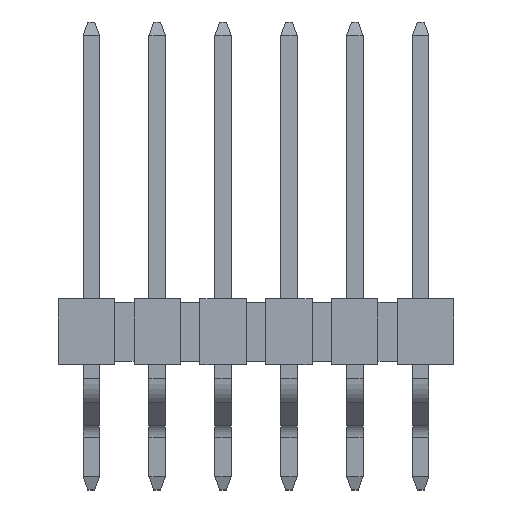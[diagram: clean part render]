
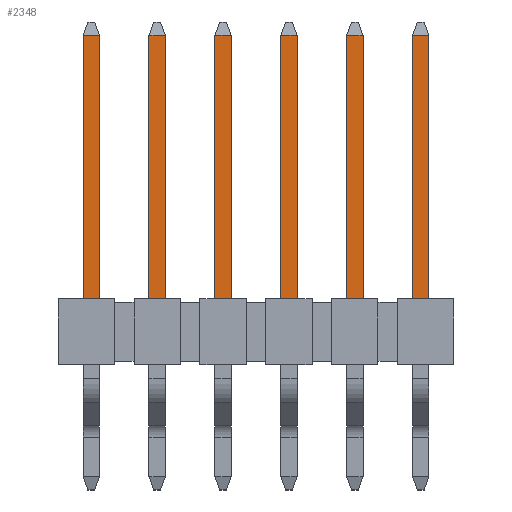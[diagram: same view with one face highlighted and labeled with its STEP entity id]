
A CAD part, top view. The second image highlights one B-rep face of the part: STEP entity #2348.
In plain terms, the highlighted face is planar.
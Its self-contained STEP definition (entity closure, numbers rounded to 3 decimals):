
#2348 = ADVANCED_FACE('',(#2349),#2543,.F.);
#2349 = FACE_BOUND('',#2350,.T.);
#2350 = EDGE_LOOP('',(#2351,#2361,#2369,#2377,#2385,#2393,#2401,#2409,
    #2417,#2425,#2433,#2441,#2449,#2457,#2465,#2473,#2481,#2489,#2497,
    #2505,#2513,#2521,#2529,#2537));
#2351 = ORIENTED_EDGE('',*,*,#2352,.F.);
#2352 = EDGE_CURVE('',#2353,#2355,#2357,.T.);
#2353 = VERTEX_POINT('',#2354);
#2354 = CARTESIAN_POINT('',(-6.668,6.096,-2.096));
#2355 = VERTEX_POINT('',#2356);
#2356 = CARTESIAN_POINT('',(6.668,6.096,-2.096));
#2357 = LINE('',#2358,#2359);
#2358 = CARTESIAN_POINT('',(6.668,6.096,-2.096));
#2359 = VECTOR('',#2360,1.);
#2360 = DIRECTION('',(1.,0.,0.));
#2361 = ORIENTED_EDGE('',*,*,#2362,.T.);
#2362 = EDGE_CURVE('',#2353,#2363,#2365,.T.);
#2363 = VERTEX_POINT('',#2364);
#2364 = CARTESIAN_POINT('',(-6.668,17.526,-2.096));
#2365 = LINE('',#2366,#2367);
#2366 = CARTESIAN_POINT('',(-6.668,4.282,-2.096));
#2367 = VECTOR('',#2368,1.);
#2368 = DIRECTION('',(0.,1.,0.));
#2369 = ORIENTED_EDGE('',*,*,#2370,.F.);
#2370 = EDGE_CURVE('',#2371,#2363,#2373,.T.);
#2371 = VERTEX_POINT('',#2372);
#2372 = CARTESIAN_POINT('',(-6.033,17.526,-2.096));
#2373 = LINE('',#2374,#2375);
#2374 = CARTESIAN_POINT('',(6.668,17.526,-2.096));
#2375 = VECTOR('',#2376,1.);
#2376 = DIRECTION('',(-1.,0.,0.));
#2377 = ORIENTED_EDGE('',*,*,#2378,.T.);
#2378 = EDGE_CURVE('',#2371,#2379,#2381,.T.);
#2379 = VERTEX_POINT('',#2380);
#2380 = CARTESIAN_POINT('',(-6.033,6.223,-2.096));
#2381 = LINE('',#2382,#2383);
#2382 = CARTESIAN_POINT('',(-6.033,4.282,-2.096));
#2383 = VECTOR('',#2384,1.);
#2384 = DIRECTION('',(0.,-1.,0.));
#2385 = ORIENTED_EDGE('',*,*,#2386,.T.);
#2386 = EDGE_CURVE('',#2379,#2387,#2389,.T.);
#2387 = VERTEX_POINT('',#2388);
#2388 = CARTESIAN_POINT('',(-4.128,6.223,-2.096));
#2389 = LINE('',#2390,#2391);
#2390 = CARTESIAN_POINT('',(6.668,6.223,-2.096));
#2391 = VECTOR('',#2392,1.);
#2392 = DIRECTION('',(1.,0.,0.));
#2393 = ORIENTED_EDGE('',*,*,#2394,.T.);
#2394 = EDGE_CURVE('',#2387,#2395,#2397,.T.);
#2395 = VERTEX_POINT('',#2396);
#2396 = CARTESIAN_POINT('',(-4.128,17.526,-2.096));
#2397 = LINE('',#2398,#2399);
#2398 = CARTESIAN_POINT('',(-4.128,4.282,-2.096));
#2399 = VECTOR('',#2400,1.);
#2400 = DIRECTION('',(0.,1.,0.));
#2401 = ORIENTED_EDGE('',*,*,#2402,.F.);
#2402 = EDGE_CURVE('',#2403,#2395,#2405,.T.);
#2403 = VERTEX_POINT('',#2404);
#2404 = CARTESIAN_POINT('',(-3.493,17.526,-2.096));
#2405 = LINE('',#2406,#2407);
#2406 = CARTESIAN_POINT('',(6.668,17.526,-2.096));
#2407 = VECTOR('',#2408,1.);
#2408 = DIRECTION('',(-1.,0.,0.));
#2409 = ORIENTED_EDGE('',*,*,#2410,.T.);
#2410 = EDGE_CURVE('',#2403,#2411,#2413,.T.);
#2411 = VERTEX_POINT('',#2412);
#2412 = CARTESIAN_POINT('',(-3.493,6.223,-2.096));
#2413 = LINE('',#2414,#2415);
#2414 = CARTESIAN_POINT('',(-3.493,4.282,-2.096));
#2415 = VECTOR('',#2416,1.);
#2416 = DIRECTION('',(0.,-1.,0.));
#2417 = ORIENTED_EDGE('',*,*,#2418,.T.);
#2418 = EDGE_CURVE('',#2411,#2419,#2421,.T.);
#2419 = VERTEX_POINT('',#2420);
#2420 = CARTESIAN_POINT('',(-1.588,6.223,-2.096));
#2421 = LINE('',#2422,#2423);
#2422 = CARTESIAN_POINT('',(6.668,6.223,-2.096));
#2423 = VECTOR('',#2424,1.);
#2424 = DIRECTION('',(1.,0.,0.));
#2425 = ORIENTED_EDGE('',*,*,#2426,.T.);
#2426 = EDGE_CURVE('',#2419,#2427,#2429,.T.);
#2427 = VERTEX_POINT('',#2428);
#2428 = CARTESIAN_POINT('',(-1.588,17.526,-2.096));
#2429 = LINE('',#2430,#2431);
#2430 = CARTESIAN_POINT('',(-1.588,4.282,-2.096));
#2431 = VECTOR('',#2432,1.);
#2432 = DIRECTION('',(0.,1.,0.));
#2433 = ORIENTED_EDGE('',*,*,#2434,.F.);
#2434 = EDGE_CURVE('',#2435,#2427,#2437,.T.);
#2435 = VERTEX_POINT('',#2436);
#2436 = CARTESIAN_POINT('',(-0.953,17.526,-2.096));
#2437 = LINE('',#2438,#2439);
#2438 = CARTESIAN_POINT('',(6.668,17.526,-2.096));
#2439 = VECTOR('',#2440,1.);
#2440 = DIRECTION('',(-1.,0.,0.));
#2441 = ORIENTED_EDGE('',*,*,#2442,.T.);
#2442 = EDGE_CURVE('',#2435,#2443,#2445,.T.);
#2443 = VERTEX_POINT('',#2444);
#2444 = CARTESIAN_POINT('',(-0.953,6.223,-2.096));
#2445 = LINE('',#2446,#2447);
#2446 = CARTESIAN_POINT('',(-0.953,4.282,-2.096));
#2447 = VECTOR('',#2448,1.);
#2448 = DIRECTION('',(0.,-1.,0.));
#2449 = ORIENTED_EDGE('',*,*,#2450,.T.);
#2450 = EDGE_CURVE('',#2443,#2451,#2453,.T.);
#2451 = VERTEX_POINT('',#2452);
#2452 = CARTESIAN_POINT('',(0.953,6.223,-2.096));
#2453 = LINE('',#2454,#2455);
#2454 = CARTESIAN_POINT('',(6.668,6.223,-2.096));
#2455 = VECTOR('',#2456,1.);
#2456 = DIRECTION('',(1.,0.,0.));
#2457 = ORIENTED_EDGE('',*,*,#2458,.T.);
#2458 = EDGE_CURVE('',#2451,#2459,#2461,.T.);
#2459 = VERTEX_POINT('',#2460);
#2460 = CARTESIAN_POINT('',(0.953,17.526,-2.096));
#2461 = LINE('',#2462,#2463);
#2462 = CARTESIAN_POINT('',(0.953,4.282,-2.096));
#2463 = VECTOR('',#2464,1.);
#2464 = DIRECTION('',(0.,1.,0.));
#2465 = ORIENTED_EDGE('',*,*,#2466,.F.);
#2466 = EDGE_CURVE('',#2467,#2459,#2469,.T.);
#2467 = VERTEX_POINT('',#2468);
#2468 = CARTESIAN_POINT('',(1.588,17.526,-2.096));
#2469 = LINE('',#2470,#2471);
#2470 = CARTESIAN_POINT('',(6.668,17.526,-2.096));
#2471 = VECTOR('',#2472,1.);
#2472 = DIRECTION('',(-1.,0.,0.));
#2473 = ORIENTED_EDGE('',*,*,#2474,.T.);
#2474 = EDGE_CURVE('',#2467,#2475,#2477,.T.);
#2475 = VERTEX_POINT('',#2476);
#2476 = CARTESIAN_POINT('',(1.588,6.223,-2.096));
#2477 = LINE('',#2478,#2479);
#2478 = CARTESIAN_POINT('',(1.588,4.282,-2.096));
#2479 = VECTOR('',#2480,1.);
#2480 = DIRECTION('',(0.,-1.,0.));
#2481 = ORIENTED_EDGE('',*,*,#2482,.T.);
#2482 = EDGE_CURVE('',#2475,#2483,#2485,.T.);
#2483 = VERTEX_POINT('',#2484);
#2484 = CARTESIAN_POINT('',(3.493,6.223,-2.096));
#2485 = LINE('',#2486,#2487);
#2486 = CARTESIAN_POINT('',(6.668,6.223,-2.096));
#2487 = VECTOR('',#2488,1.);
#2488 = DIRECTION('',(1.,0.,0.));
#2489 = ORIENTED_EDGE('',*,*,#2490,.T.);
#2490 = EDGE_CURVE('',#2483,#2491,#2493,.T.);
#2491 = VERTEX_POINT('',#2492);
#2492 = CARTESIAN_POINT('',(3.493,17.526,-2.096));
#2493 = LINE('',#2494,#2495);
#2494 = CARTESIAN_POINT('',(3.493,4.282,-2.096));
#2495 = VECTOR('',#2496,1.);
#2496 = DIRECTION('',(0.,1.,0.));
#2497 = ORIENTED_EDGE('',*,*,#2498,.F.);
#2498 = EDGE_CURVE('',#2499,#2491,#2501,.T.);
#2499 = VERTEX_POINT('',#2500);
#2500 = CARTESIAN_POINT('',(4.128,17.526,-2.096));
#2501 = LINE('',#2502,#2503);
#2502 = CARTESIAN_POINT('',(6.668,17.526,-2.096));
#2503 = VECTOR('',#2504,1.);
#2504 = DIRECTION('',(-1.,0.,0.));
#2505 = ORIENTED_EDGE('',*,*,#2506,.T.);
#2506 = EDGE_CURVE('',#2499,#2507,#2509,.T.);
#2507 = VERTEX_POINT('',#2508);
#2508 = CARTESIAN_POINT('',(4.128,6.223,-2.096));
#2509 = LINE('',#2510,#2511);
#2510 = CARTESIAN_POINT('',(4.128,4.282,-2.096));
#2511 = VECTOR('',#2512,1.);
#2512 = DIRECTION('',(0.,-1.,0.));
#2513 = ORIENTED_EDGE('',*,*,#2514,.T.);
#2514 = EDGE_CURVE('',#2507,#2515,#2517,.T.);
#2515 = VERTEX_POINT('',#2516);
#2516 = CARTESIAN_POINT('',(6.033,6.223,-2.096));
#2517 = LINE('',#2518,#2519);
#2518 = CARTESIAN_POINT('',(6.668,6.223,-2.096));
#2519 = VECTOR('',#2520,1.);
#2520 = DIRECTION('',(1.,0.,0.));
#2521 = ORIENTED_EDGE('',*,*,#2522,.T.);
#2522 = EDGE_CURVE('',#2515,#2523,#2525,.T.);
#2523 = VERTEX_POINT('',#2524);
#2524 = CARTESIAN_POINT('',(6.033,17.526,-2.096));
#2525 = LINE('',#2526,#2527);
#2526 = CARTESIAN_POINT('',(6.033,4.282,-2.096));
#2527 = VECTOR('',#2528,1.);
#2528 = DIRECTION('',(0.,1.,0.));
#2529 = ORIENTED_EDGE('',*,*,#2530,.F.);
#2530 = EDGE_CURVE('',#2531,#2523,#2533,.T.);
#2531 = VERTEX_POINT('',#2532);
#2532 = CARTESIAN_POINT('',(6.668,17.526,-2.096));
#2533 = LINE('',#2534,#2535);
#2534 = CARTESIAN_POINT('',(6.668,17.526,-2.096));
#2535 = VECTOR('',#2536,1.);
#2536 = DIRECTION('',(-1.,0.,0.));
#2537 = ORIENTED_EDGE('',*,*,#2538,.F.);
#2538 = EDGE_CURVE('',#2355,#2531,#2539,.T.);
#2539 = LINE('',#2540,#2541);
#2540 = CARTESIAN_POINT('',(6.668,4.282,-2.096));
#2541 = VECTOR('',#2542,1.);
#2542 = DIRECTION('',(0.,1.,0.));
#2543 = PLANE('',#2544);
#2544 = AXIS2_PLACEMENT_3D('',#2545,#2546,#2547);
#2545 = CARTESIAN_POINT('',(6.668,4.282,-2.096));
#2546 = DIRECTION('',(0.,0.,1.));
#2547 = DIRECTION('',(1.,0.,-0.));
